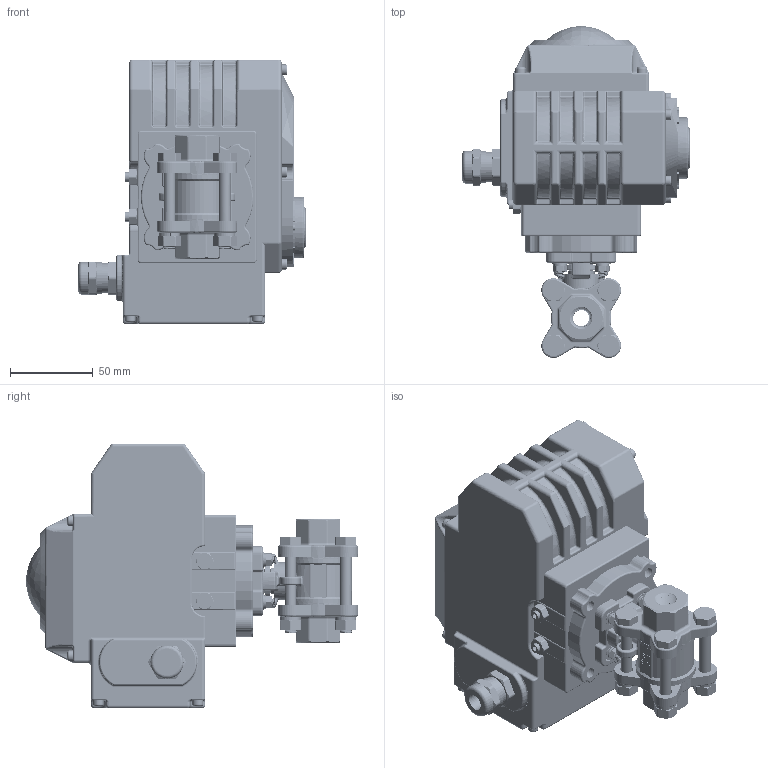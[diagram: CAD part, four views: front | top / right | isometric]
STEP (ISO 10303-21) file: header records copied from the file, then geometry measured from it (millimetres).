
FILE_DESCRIPTION (( 'STEP AP214' ), '1' );
FILE_NAME ('E1-4.STEP', '2019-02-14T00:40:25', ( '' ), ( '' ), 'SwSTEP 2.0', 'SolidWorks 2016', '' );
FILE_SCHEMA (( 'AUTOMOTIVE_DESIGN' ));
Length unit declared in the file: millimetre
Products named in the file (1): E1-4
Bounding box: 137.25 x 200.52 x 160 mm (x, y, z)
Volume: 1428079.6 mm3; surface area: 158144.8 mm2
Topology: 46 solids, 46 shells, 3373 faces, 8929 edges, 5680 vertices
Faces by surface type: cylinder 1347, plane 909, bspline 398, cone 299, torus 261, sphere 159
Entity records: 234272 total; most frequent: CARTESIAN_POINT 119518, ORIENTED_EDGE 17646, DIRECTION 14539, EDGE_CURVE 8823, VERTEX_POINT 5679, AXIS2_PLACEMENT_3D 5562, EDGE_LOOP 3602, UNCERTAINTY_MEASURE_WITH_UNIT 3421
